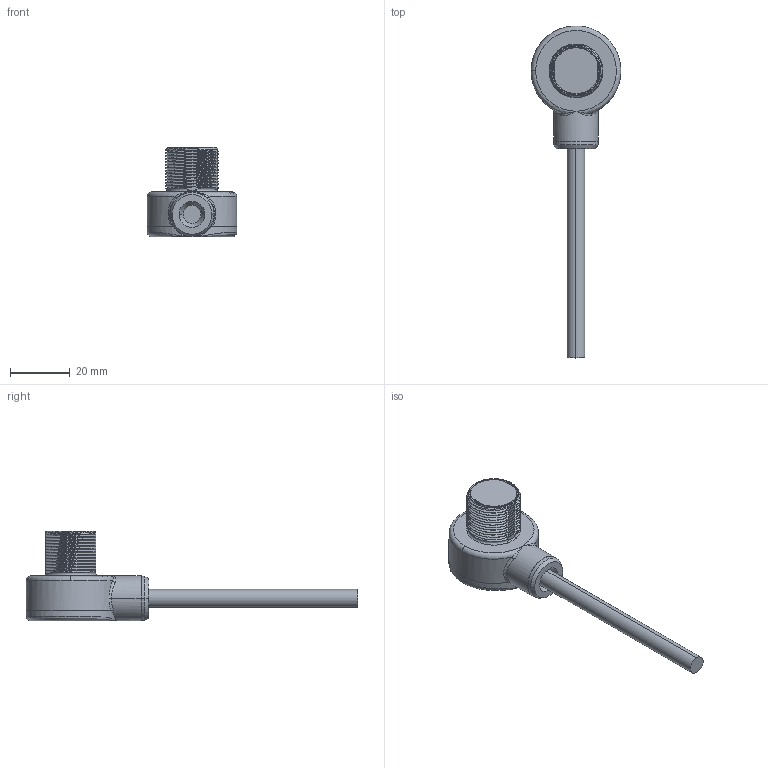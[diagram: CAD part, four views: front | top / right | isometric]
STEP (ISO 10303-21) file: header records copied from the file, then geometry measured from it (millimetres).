
FILE_DESCRIPTION((''),'2;1');
FILE_NAME('152817_SW','2011-03-15T',('banengservice'),('BANNER ENGINEERING'),'PRO/ENGINEER BY PARAMETRIC TECHNOLOGY CORPORATION, 2009141','PRO/ENGINEER BY PARAMETRIC TECHNOLOGY CORPORATION, 2009141','');
FILE_SCHEMA(('CONFIG_CONTROL_DESIGN'));
Length unit declared in the file: inch
Products named in the file (1): 152817_SW
Bounding box: 30.01 x 111.05 x 30.02 mm (x, y, z)
Volume: 9139.5 mm3; surface area: 12409.8 mm2
Topology: 3 solids, 4 shells, 343 faces, 886 edges, 555 vertices
Faces by surface type: cylinder 124, plane 123, cone 30, torus 25, bspline 23, sphere 10, extrusion 6, revolution 2
Entity records: 20016 total; most frequent: CARTESIAN_POINT 11938, ORIENTED_EDGE 1756, DIRECTION 1574, EDGE_CURVE 878, AXIS2_PLACEMENT_3D 606, VERTEX_POINT 555, EDGE_LOOP 367, VECTOR 360
